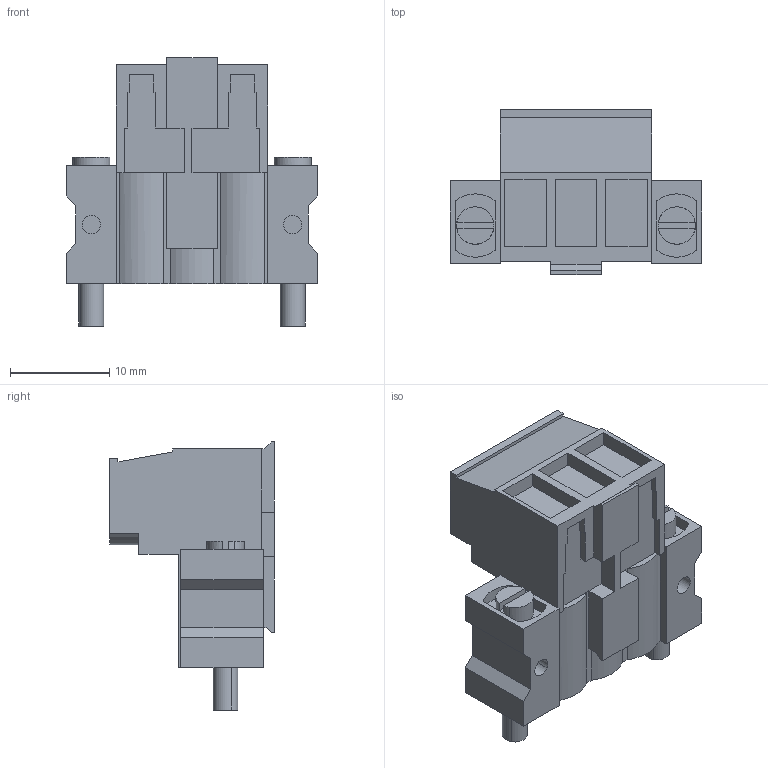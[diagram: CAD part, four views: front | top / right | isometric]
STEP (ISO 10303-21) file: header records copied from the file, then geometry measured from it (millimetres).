
FILE_DESCRIPTION(('CATIA V5 STEP','CAx-IF Rec.Pracs.--- Model Styling and Organization---1.2---2011-12-15'),'2;1');
FILE_NAME ('D1457449_0_1846220000_1846220000.stp','2017-06-01T07:45:17+00:00',('none'),('Weidmueller'),'CATIA Version 5-6 Release 2014','CATIA V5 STEP AP214','none');
FILE_SCHEMA(('AUTOMOTIVE_DESIGN { 1 0 10303 214 1 1 1 1 }'));
Length unit declared in the file: millimetre
Products named in the file (1): 1846220000
Bounding box: 25.36 x 16.6 x 26.98 mm (x, y, z)
Volume: 3648.3 mm3; surface area: 3833.8 mm2
Topology: 9 solids, 9 shells, 309 faces, 812 edges, 542 vertices
Faces by surface type: plane 238, cylinder 59, extrusion 12
Entity records: 9381 total; most frequent: CARTESIAN_POINT 1994, ORIENTED_EDGE 1624, DIRECTION 1262, EDGE_CURVE 812, VECTOR 660, LINE 648, VERTEX_POINT 542, AXIS2_PLACEMENT_3D 372
